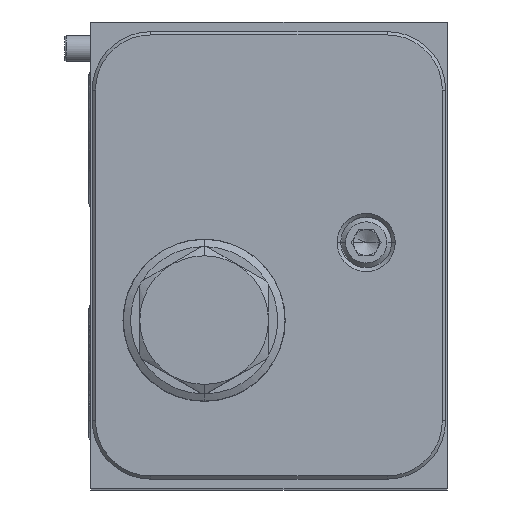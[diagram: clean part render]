
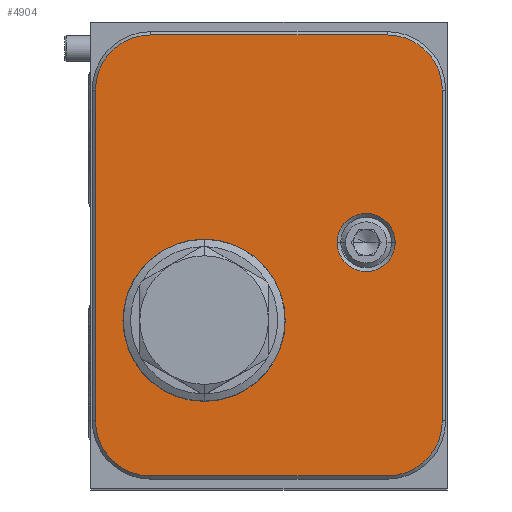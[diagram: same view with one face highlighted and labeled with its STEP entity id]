
A CAD part, top view. The second image highlights one B-rep face of the part: STEP entity #4904.
In plain terms, the highlighted planar face has unit normal (0, 0, 1).
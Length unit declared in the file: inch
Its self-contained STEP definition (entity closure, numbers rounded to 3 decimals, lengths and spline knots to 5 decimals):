
#215=CARTESIAN_POINT('',(2.859,-3.844,6.125));
#216=DIRECTION('',(0.,0.,-1.));
#217=DIRECTION('',(1.,0.,0.));
#218=AXIS2_PLACEMENT_3D('',#215,#216,#217);
#229=CARTESIAN_POINT('',(2.656,-2.125,6.125));
#230=DIRECTION('',(0.,0.,-1.));
#231=DIRECTION('',(-1.,0.,0.));
#232=AXIS2_PLACEMENT_3D('',#229,#230,#231);
#234=CARTESIAN_POINT('',(2.656,-2.125,6.125));
#235=DIRECTION('',(0.,0.,-1.));
#236=DIRECTION('',(1.,0.,0.));
#237=AXIS2_PLACEMENT_3D('',#234,#235,#236);
#239=CARTESIAN_POINT('',(1.094,-2.875,6.125));
#240=DIRECTION('',(0.,0.,-1.));
#241=DIRECTION('',(-1.,0.,0.));
#242=AXIS2_PLACEMENT_3D('',#239,#240,#241);
#244=CARTESIAN_POINT('',(1.094,-2.875,6.125));
#245=DIRECTION('',(0.,0.,-1.));
#246=DIRECTION('',(1.,0.,0.));
#247=AXIS2_PLACEMENT_3D('',#244,#245,#246);
#3949=DIRECTION('',(-1.,0.,0.));
#3950=VECTOR('',#3949,2.281);
#3951=CARTESIAN_POINT('',(2.859,-4.375,6.125));
#3952=LINE('',#3951,#3950);
#3969=CARTESIAN_POINT('',(0.578,-3.844,6.125));
#3970=DIRECTION('',(0.,0.,-1.));
#3971=DIRECTION('',(0.,-1.,0.));
#3972=AXIS2_PLACEMENT_3D('',#3969,#3970,#3971);
#3987=DIRECTION('',(0.,1.,0.));
#3988=VECTOR('',#3987,3.188);
#3989=CARTESIAN_POINT('',(0.047,-3.844,6.125));
#3990=LINE('',#3989,#3988);
#4003=CARTESIAN_POINT('',(0.578,-0.656,6.125));
#4004=DIRECTION('',(0.,0.,-1.));
#4005=DIRECTION('',(-1.,0.,0.));
#4006=AXIS2_PLACEMENT_3D('',#4003,#4004,#4005);
#4017=DIRECTION('',(1.,0.,0.));
#4018=VECTOR('',#4017,2.281);
#4019=CARTESIAN_POINT('',(0.578,-0.125,6.125));
#4020=LINE('',#4019,#4018);
#4037=CARTESIAN_POINT('',(2.859,-0.656,6.125));
#4038=DIRECTION('',(0.,0.,-1.));
#4039=DIRECTION('',(0.,1.,0.));
#4040=AXIS2_PLACEMENT_3D('',#4037,#4038,#4039);
#4051=DIRECTION('',(0.,-1.,0.));
#4052=VECTOR('',#4051,3.188);
#4053=CARTESIAN_POINT('',(3.39,-0.656,6.125));
#4054=LINE('',#4053,#4052);
#4105=CARTESIAN_POINT('',(2.936,-2.125,6.125));
#4106=VERTEX_POINT('',#4105);
#4107=CARTESIAN_POINT('',(2.376,-2.125,6.125));
#4108=VERTEX_POINT('',#4107);
#4151=CARTESIAN_POINT('',(1.876,-2.875,6.125));
#4152=VERTEX_POINT('',#4151);
#4161=CARTESIAN_POINT('',(0.312,-2.875,6.125));
#4162=VERTEX_POINT('',#4161);
#4195=CARTESIAN_POINT('',(0.047,-3.844,6.125));
#4196=CARTESIAN_POINT('',(0.047,-0.656,6.125));
#4197=VERTEX_POINT('',#4195);
#4198=VERTEX_POINT('',#4196);
#4203=CARTESIAN_POINT('',(0.578,-0.125,6.125));
#4204=VERTEX_POINT('',#4203);
#4207=CARTESIAN_POINT('',(2.859,-0.125,6.125));
#4208=VERTEX_POINT('',#4207);
#4211=CARTESIAN_POINT('',(3.39,-0.656,6.125));
#4212=VERTEX_POINT('',#4211);
#4215=CARTESIAN_POINT('',(3.39,-3.844,6.125));
#4216=VERTEX_POINT('',#4215);
#4219=CARTESIAN_POINT('',(2.859,-4.375,6.125));
#4220=VERTEX_POINT('',#4219);
#4223=CARTESIAN_POINT('',(0.578,-4.375,6.125));
#4224=VERTEX_POINT('',#4223);
#4870=CARTESIAN_POINT('',(0.,0.,6.125));
#4871=DIRECTION('',(0.,0.,1.));
#4872=DIRECTION('',(1.,0.,0.));
#4873=AXIS2_PLACEMENT_3D('',#4870,#4871,#4872);
#4874=PLANE('',#4873);
#4875=ORIENTED_EDGE('',*,*,#4860,.T.);
#4877=ORIENTED_EDGE('',*,*,#4876,.T.);
#4879=ORIENTED_EDGE('',*,*,#4878,.T.);
#4881=ORIENTED_EDGE('',*,*,#4880,.T.);
#4883=ORIENTED_EDGE('',*,*,#4882,.T.);
#4885=ORIENTED_EDGE('',*,*,#4884,.T.);
#4887=ORIENTED_EDGE('',*,*,#4886,.T.);
#4889=ORIENTED_EDGE('',*,*,#4888,.T.);
#4890=EDGE_LOOP('',(#4875,#4877,#4879,#4881,#4883,#4885,#4887,#4889));
#4891=FACE_OUTER_BOUND('',#4890,.F.);
#4893=ORIENTED_EDGE('',*,*,#4892,.F.);
#4895=ORIENTED_EDGE('',*,*,#4894,.F.);
#4896=EDGE_LOOP('',(#4893,#4895));
#4897=FACE_BOUND('',#4896,.F.);
#4899=ORIENTED_EDGE('',*,*,#4898,.F.);
#4901=ORIENTED_EDGE('',*,*,#4900,.F.);
#4902=EDGE_LOOP('',(#4899,#4901));
#4903=FACE_BOUND('',#4902,.F.);
#4904=ADVANCED_FACE('',(#4891,#4897,#4903),#4874,.T.);
#219=CIRCLE('',#218,0.531);
#233=CIRCLE('',#232,0.28);
#238=CIRCLE('',#237,0.28);
#243=CIRCLE('',#242,0.782);
#248=CIRCLE('',#247,0.782);
#3973=CIRCLE('',#3972,0.531);
#4007=CIRCLE('',#4006,0.531);
#4041=CIRCLE('',#4040,0.531);
#4860=EDGE_CURVE('',#4216,#4220,#219,.T.);
#4876=EDGE_CURVE('',#4220,#4224,#3952,.T.);
#4878=EDGE_CURVE('',#4224,#4197,#3973,.T.);
#4880=EDGE_CURVE('',#4197,#4198,#3990,.T.);
#4882=EDGE_CURVE('',#4198,#4204,#4007,.T.);
#4884=EDGE_CURVE('',#4204,#4208,#4020,.T.);
#4886=EDGE_CURVE('',#4208,#4212,#4041,.T.);
#4888=EDGE_CURVE('',#4212,#4216,#4054,.T.);
#4892=EDGE_CURVE('',#4162,#4152,#243,.T.);
#4894=EDGE_CURVE('',#4152,#4162,#248,.T.);
#4898=EDGE_CURVE('',#4108,#4106,#233,.T.);
#4900=EDGE_CURVE('',#4106,#4108,#238,.T.);
